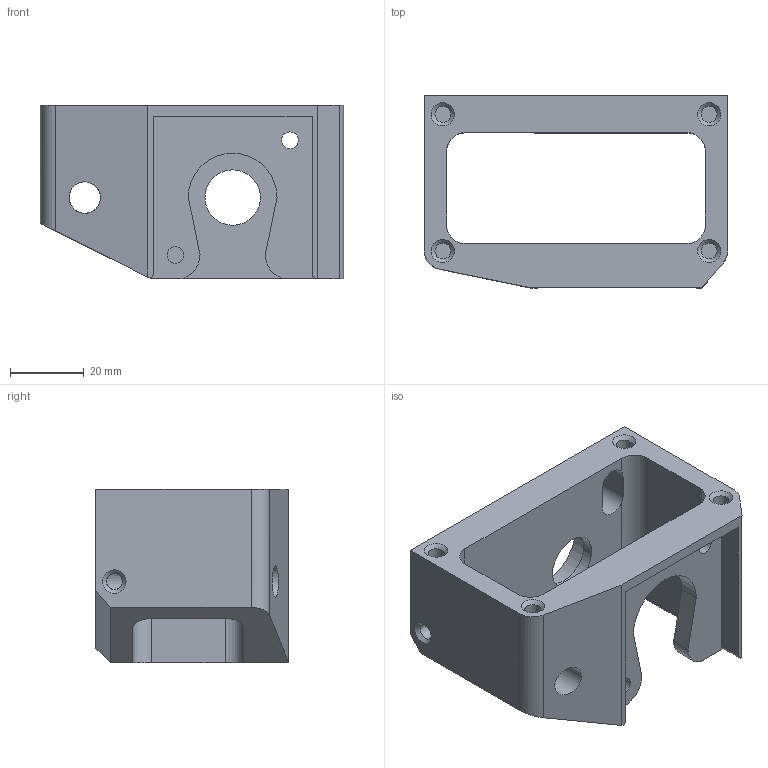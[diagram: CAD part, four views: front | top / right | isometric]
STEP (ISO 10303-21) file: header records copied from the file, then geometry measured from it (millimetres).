
FILE_DESCRIPTION(('FreeCAD Model'),'2;1');
FILE_NAME('lower-z-right-mini_lulz-green_v1.6.step', '2016-11-08T14:24:23',('Author'),(''), 'Open CASCADE STEP processor 6.8','FreeCAD','Unknown');
FILE_SCHEMA(('AUTOMOTIVE_DESIGN_CC2 { 1 2 10303 214 -1 1 5 4 }'));
Length unit declared in the file: millimetre
Products named in the file (2): ASSEMBLY; Chamfer003_(Mirror_#1)
Assembly tree (1 placements, depth 2):
  ASSEMBLY
    Chamfer003_(Mirror_#1)
Bounding box: 82 x 52 x 47 mm (x, y, z)
Volume: 67716.8 mm3; surface area: 24144.9 mm2
Topology: 1 solids, 1 shells, 59 faces, 165 edges, 109 vertices
Faces by surface type: plane 29, cylinder 24, cone 6
Full cylindrical faces by diameter (mm): 4.3 x5, 4.5 x2, 8.5 x2, 15 x1, 22.5 x1
Entity records: 5143 total; most frequent: CARTESIAN_POINT 1792, DIRECTION 624, LINE 357, VECTOR 357, ORIENTED_EDGE 330, PCURVE 330, DEFINITIONAL_REPRESENTATION 330, EDGE_CURVE 165
